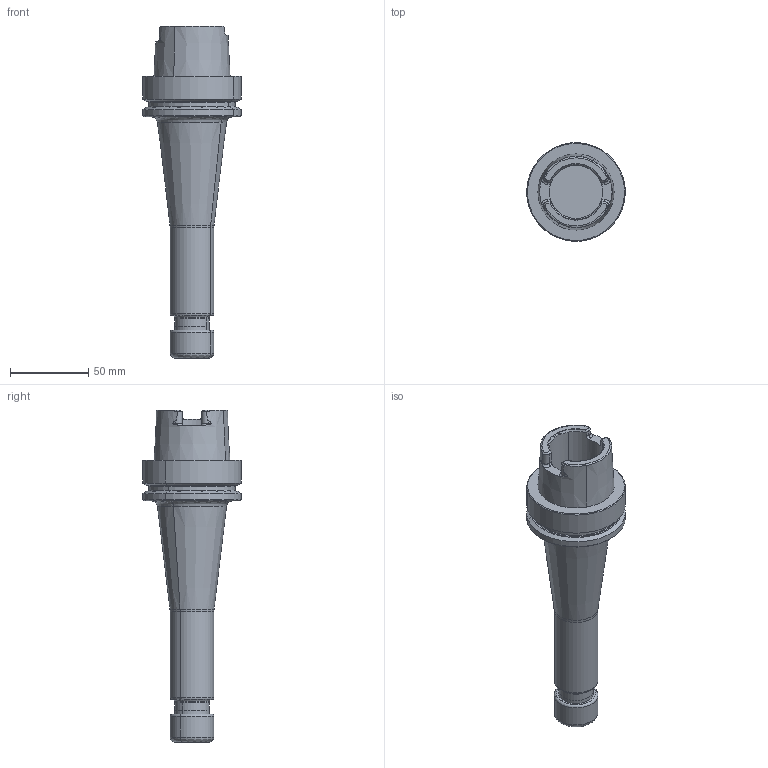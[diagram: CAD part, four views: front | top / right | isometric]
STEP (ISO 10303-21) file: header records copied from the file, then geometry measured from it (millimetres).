
FILE_DESCRIPTION(('CATIA V5 STEP','CAx-IF Rec.Pracs.--- Model Styling and Organization---1.2---2011-12-15'),'2;1');
FILE_NAME('HSK A63 ER16X180 L.stp','2019-09-16T11:02:10+00:00',('none'),('none'),'CATIA Version 5 Release 21 SP 5 (IN-10)','CATIA V5 STEP AP214','none');
FILE_SCHEMA(('AUTOMOTIVE_DESIGN { 1 0 10303 214 1 1 1 1 }'));
Length unit declared in the file: millimetre
Products named in the file (1): HSK A63 ER16X180
Bounding box: 62.93 x 62.93 x 212 mm (x, y, z)
Volume: 226444.5 mm3; surface area: 34240.1 mm2
Topology: 1 solids, 1 shells, 114 faces, 268 edges, 164 vertices
Faces by surface type: cylinder 30, plane 28, cone 24, revolution 16, torus 12, bspline 4
Entity records: 3837 total; most frequent: CARTESIAN_POINT 1467, ORIENTED_EDGE 536, DIRECTION 356, EDGE_CURVE 268, AXIS2_PLACEMENT_3D 198, VERTEX_POINT 164, CIRCLE 123, EDGE_LOOP 122
